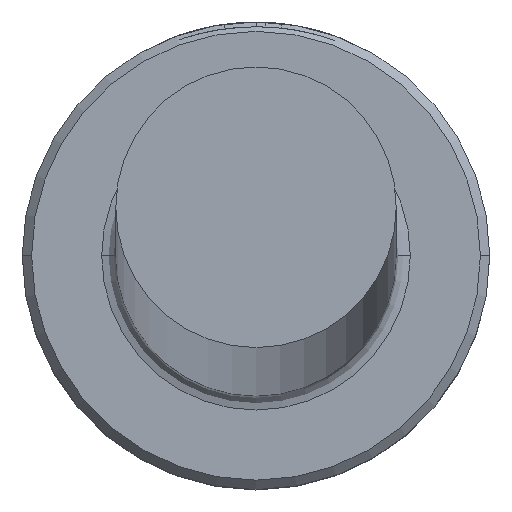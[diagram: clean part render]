
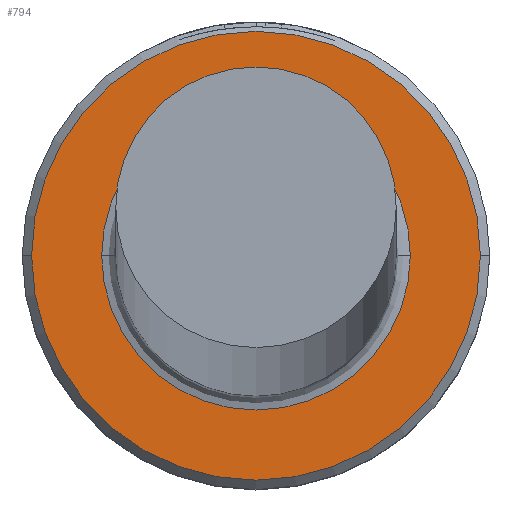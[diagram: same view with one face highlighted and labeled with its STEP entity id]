
A CAD part, top view. The second image highlights one B-rep face of the part: STEP entity #794.
In plain terms, the highlighted planar face has unit normal (0, 0, 1).
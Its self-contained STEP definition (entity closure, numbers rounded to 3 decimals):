
#5 = EDGE_CURVE ( 'NONE', #556, #8, #885, .T. ) ;
#8 = VERTEX_POINT ( 'NONE', #720 ) ;
#90 = FACE_OUTER_BOUND ( 'NONE', #670, .T. ) ;
#98 = PLANE ( 'NONE',  #1114 ) ;
#109 = CARTESIAN_POINT ( 'NONE',  ( 0., 0., 6. ) ) ;
#193 = DIRECTION ( 'NONE',  ( 1., 0., 0. ) ) ;
#200 = DIRECTION ( 'NONE',  ( 1., 0., 0. ) ) ;
#205 = DIRECTION ( 'NONE',  ( 0., 0., 1. ) ) ;
#226 = CARTESIAN_POINT ( 'NONE',  ( 0., 0., 6. ) ) ;
#275 = CIRCLE ( 'NONE', #1165, 4.8 ) ;
#311 = CARTESIAN_POINT ( 'NONE',  ( 4.8, 0., 6. ) ) ;
#353 = CIRCLE ( 'NONE', #1143, 4.8 ) ;
#364 = DIRECTION ( 'NONE',  ( -1., 0., 0. ) ) ;
#372 = DIRECTION ( 'NONE',  ( 0., 0., -1. ) ) ;
#400 = CARTESIAN_POINT ( 'NONE',  ( -4.8, 0., 6. ) ) ;
#404 = EDGE_CURVE ( 'NONE', #8, #556, #1087, .T. ) ;
#429 = ORIENTED_EDGE ( 'NONE', *, *, #404, .T. ) ;
#461 = EDGE_CURVE ( 'NONE', #959, #995, #353, .T. ) ;
#492 = ORIENTED_EDGE ( 'NONE', *, *, #461, .T. ) ;
#510 = AXIS2_PLACEMENT_3D ( 'NONE', #226, #785, #364 ) ;
#556 = VERTEX_POINT ( 'NONE', #761 ) ;
#670 = EDGE_LOOP ( 'NONE', ( #492, #954 ) ) ;
#696 = FACE_BOUND ( 'NONE', #869, .T. ) ;
#709 = ORIENTED_EDGE ( 'NONE', *, *, #5, .T. ) ;
#720 = CARTESIAN_POINT ( 'NONE',  ( -3.3, 0., 6. ) ) ;
#731 = DIRECTION ( 'NONE',  ( 0., 0., 1. ) ) ;
#741 = DIRECTION ( 'NONE',  ( 0., 0., 1. ) ) ;
#745 = CARTESIAN_POINT ( 'NONE',  ( 0., 0., 6. ) ) ;
#761 = CARTESIAN_POINT ( 'NONE',  ( 3.3, 0., 6. ) ) ;
#785 = DIRECTION ( 'NONE',  ( 0., 0., -1. ) ) ;
#789 = AXIS2_PLACEMENT_3D ( 'NONE', #915, #372, #1005 ) ;
#794 = ADVANCED_FACE ( 'NONE', ( #90, #696 ), #98, .T. ) ;
#816 = EDGE_CURVE ( 'NONE', #995, #959, #275, .T. ) ;
#836 = DIRECTION ( 'NONE',  ( 1., 0., 0. ) ) ;
#869 = EDGE_LOOP ( 'NONE', ( #429, #709 ) ) ;
#885 = CIRCLE ( 'NONE', #510, 3.3 ) ;
#915 = CARTESIAN_POINT ( 'NONE',  ( 0., 0., 6. ) ) ;
#954 = ORIENTED_EDGE ( 'NONE', *, *, #816, .T. ) ;
#959 = VERTEX_POINT ( 'NONE', #400 ) ;
#995 = VERTEX_POINT ( 'NONE', #311 ) ;
#1005 = DIRECTION ( 'NONE',  ( -1., 0., 0. ) ) ;
#1087 = CIRCLE ( 'NONE', #789, 3.3 ) ;
#1114 = AXIS2_PLACEMENT_3D ( 'NONE', #1168, #731, #193 ) ;
#1143 = AXIS2_PLACEMENT_3D ( 'NONE', #745, #205, #836 ) ;
#1165 = AXIS2_PLACEMENT_3D ( 'NONE', #109, #741, #200 ) ;
#1168 = CARTESIAN_POINT ( 'NONE',  ( 0., 0., 6. ) ) ;
